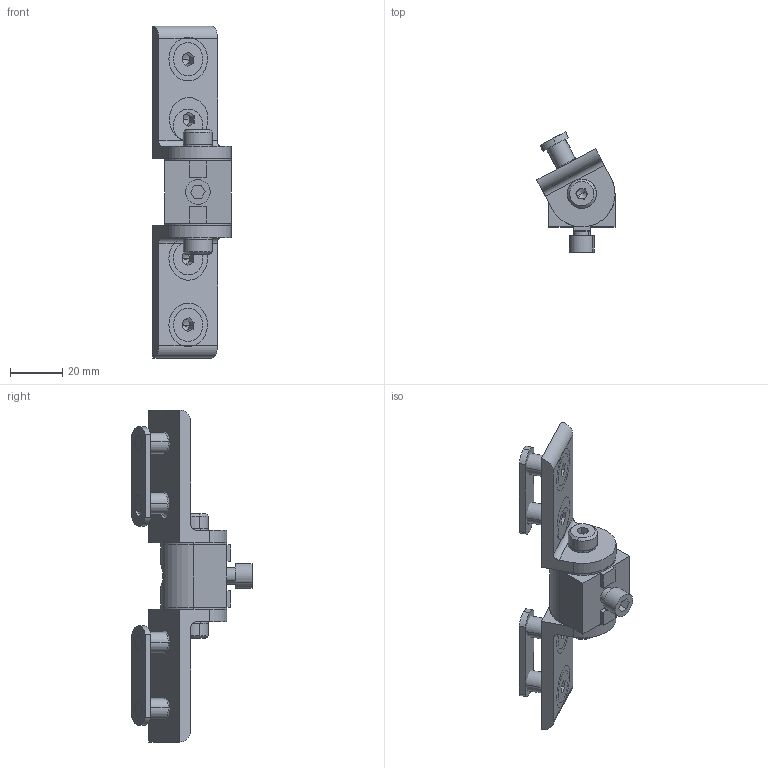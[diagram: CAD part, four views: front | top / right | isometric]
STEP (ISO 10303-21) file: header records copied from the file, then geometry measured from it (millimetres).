
FILE_DESCRIPTION (( 'STEP AP203' ), '1' );
FILE_NAME ('653102.SLDASM.step', '2003-10-13T11:24:00', ( 'Jerry Winters' ), ( 'GoEngineer' ), 'SwSTEP 2.0', 'SolidWorks 2003174', '' );
FILE_SCHEMA (( 'CONFIG_CONTROL_DESIGN' ));
Length unit declared in the file: inch
Products named in the file (13): 653102.SLDASM; 653113; Dynamic L Pivot Arms_653105; 10S Small Washer; 10S Large Washer; Socket Head Shoulder Screw_AI_SHSSCREW 0.3125x0.3125-N; 651181; Socket Countersunk Head Cap Screw_AI_SCHCSCREW 0.3125-18x0.625x0.625-HX-N; 651119; 651163; 651029; SHCS_651029; 651099
Assembly tree (20 placements, depth 4):
  653102.SLDASM
    651181  x4
      Socket Countersunk Head Cap Screw_AI_SCHCSCREW 0.3125-18x0.625x0.625-HX-N
    10S Large Washer  x2
    651099  x2
    Socket Head Shoulder Screw_AI_SHSSCREW 0.3125x0.3125-N  x2
    Dynamic L Pivot Arms_653105  x2
    651119
      651029
        SHCS_651029
      651163
    653113
    10S Small Washer  x2
Bounding box: 29.85 x 45.91 x 126.97 mm (x, y, z)
Volume: 37445.1 mm3; surface area: 23629.4 mm2
Topology: 17 solids, 17 shells, 317 faces, 719 edges, 433 vertices
Faces by surface type: plane 145, cylinder 107, cone 52, torus 13
Entity records: 6511 total; most frequent: CARTESIAN_POINT 1008, DIRECTION 894, ORIENTED_EDGE 748, EDGE_CURVE 374, AXIS2_PLACEMENT_3D 343, VERTEX_POINT 233, LINE 208, VECTOR 208
